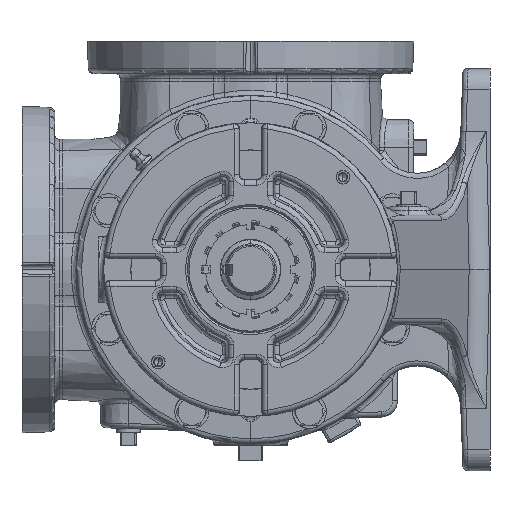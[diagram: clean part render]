
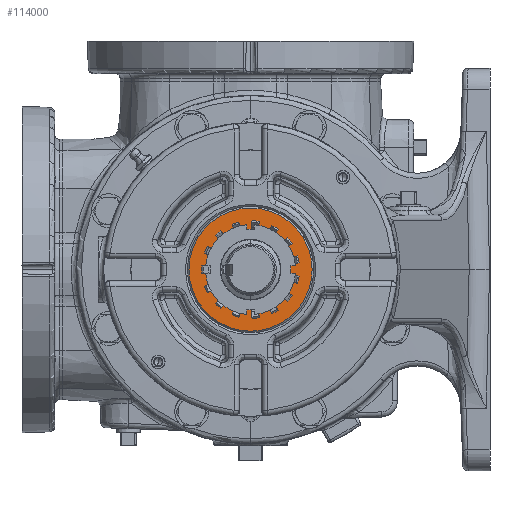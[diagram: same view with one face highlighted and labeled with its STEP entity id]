
A CAD part, left-side view. The second image highlights one B-rep face of the part: STEP entity #114000.
In plain terms, the highlighted planar face has unit normal (-1, 0, 0).
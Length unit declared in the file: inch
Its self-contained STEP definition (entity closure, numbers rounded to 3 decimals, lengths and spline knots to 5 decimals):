
#969 = DIRECTION ( 'NONE',  ( -1., 0., 0. ) ) ;
#1901 = EDGE_CURVE ( 'NONE', #89622, #310880, #249923, .T. ) ;
#7381 = ORIENTED_EDGE ( 'NONE', *, *, #1901, .F. ) ;
#19922 = ORIENTED_EDGE ( 'NONE', *, *, #181737, .F. ) ;
#20072 = DIRECTION ( 'NONE',  ( 0., 0., 1. ) ) ;
#36989 = CARTESIAN_POINT ( 'NONE',  ( -10.75474, 0., 1.415 ) ) ;
#50358 = DIRECTION ( 'NONE',  ( 0., 0., 1. ) ) ;
#58695 = DIRECTION ( 'NONE',  ( 0., 0., 1. ) ) ;
#68323 = EDGE_LOOP ( 'NONE', ( #7381, #19922 ) ) ;
#75995 = CARTESIAN_POINT ( 'NONE',  ( -10.75474, 0., 0. ) ) ;
#87908 = VERTEX_POINT ( 'NONE', #249320 ) ;
#89622 = VERTEX_POINT ( 'NONE', #178552 ) ;
#91164 = AXIS2_PLACEMENT_3D ( 'NONE', #149257, #969, #50358 ) ;
#104475 = CIRCLE ( 'NONE', #114775, 1.415 ) ;
#114000 = ADVANCED_FACE ( 'NONE', ( #117529, #291909 ), #193213, .F. ) ;
#114775 = AXIS2_PLACEMENT_3D ( 'NONE', #75995, #299810, #20072 ) ;
#117529 = FACE_BOUND ( 'NONE', #68323, .T. ) ;
#149257 = CARTESIAN_POINT ( 'NONE',  ( -10.75474, 0., 0. ) ) ;
#155405 = EDGE_LOOP ( 'NONE', ( #156776, #203460 ) ) ;
#156776 = ORIENTED_EDGE ( 'NONE', *, *, #158543, .T. ) ;
#157609 = DIRECTION ( 'NONE',  ( -1., 0., 0. ) ) ;
#158543 = EDGE_CURVE ( 'NONE', #87908, #262486, #104475, .T. ) ;
#163354 = EDGE_CURVE ( 'NONE', #262486, #87908, #304240, .T. ) ;
#168620 = DIRECTION ( 'NONE',  ( 1., 0., 0. ) ) ;
#174528 = CARTESIAN_POINT ( 'NONE',  ( -10.75474, 0., -0.855 ) ) ;
#178552 = CARTESIAN_POINT ( 'NONE',  ( -10.75474, 0., 0.855 ) ) ;
#180831 = CIRCLE ( 'NONE', #91164, 0.855 ) ;
#181737 = EDGE_CURVE ( 'NONE', #310880, #89622, #180831, .T. ) ;
#192200 = AXIS2_PLACEMENT_3D ( 'NONE', #284216, #157609, #58695 ) ;
#193213 = PLANE ( 'NONE',  #203327 ) ;
#203327 = AXIS2_PLACEMENT_3D ( 'NONE', #293520, #168620, #268834 ) ;
#203460 = ORIENTED_EDGE ( 'NONE', *, *, #163354, .T. ) ;
#204489 = AXIS2_PLACEMENT_3D ( 'NONE', #219679, #224542, #270659 ) ;
#219679 = CARTESIAN_POINT ( 'NONE',  ( -10.75474, 0., 0. ) ) ;
#224542 = DIRECTION ( 'NONE',  ( -1., 0., 0. ) ) ;
#249320 = CARTESIAN_POINT ( 'NONE',  ( -10.75474, 0., -1.415 ) ) ;
#249923 = CIRCLE ( 'NONE', #192200, 0.855 ) ;
#262486 = VERTEX_POINT ( 'NONE', #36989 ) ;
#268834 = DIRECTION ( 'NONE',  ( 0., 0., -1. ) ) ;
#270659 = DIRECTION ( 'NONE',  ( 0., 0., 1. ) ) ;
#284216 = CARTESIAN_POINT ( 'NONE',  ( -10.75474, 0., 0. ) ) ;
#291909 = FACE_OUTER_BOUND ( 'NONE', #155405, .T. ) ;
#293520 = CARTESIAN_POINT ( 'NONE',  ( -10.75474, 0.855, 0. ) ) ;
#299810 = DIRECTION ( 'NONE',  ( -1., 0., 0. ) ) ;
#304240 = CIRCLE ( 'NONE', #204489, 1.415 ) ;
#310880 = VERTEX_POINT ( 'NONE', #174528 ) ;
